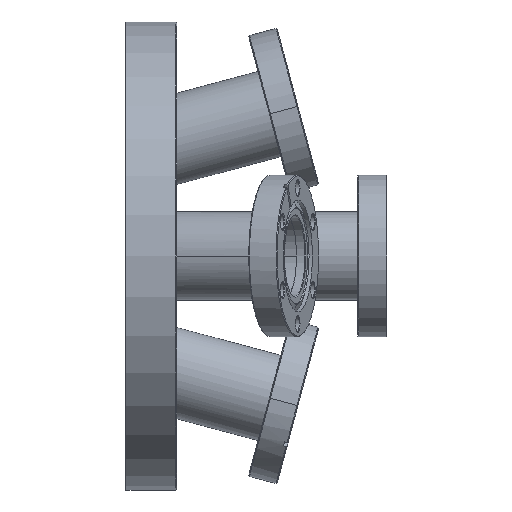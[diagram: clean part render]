
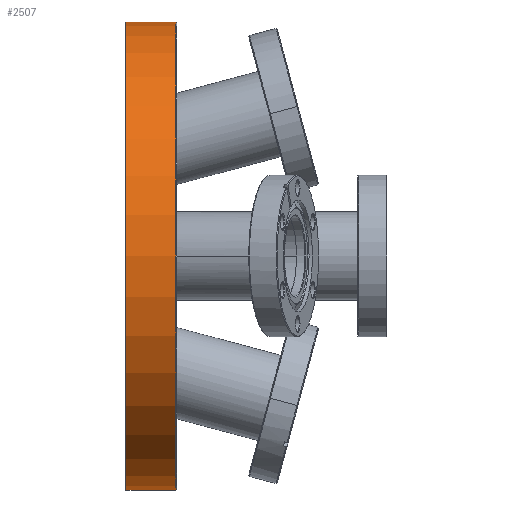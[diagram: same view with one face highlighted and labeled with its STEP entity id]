
A CAD part, left-side view. The second image highlights one B-rep face of the part: STEP entity #2507.
In plain terms, the highlighted cylindrical face has radius 101.2 mm (diameter 202.4 mm), a partial arc.
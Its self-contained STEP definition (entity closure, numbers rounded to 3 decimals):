
#636 = LINE ( 'NONE', #1032, #639 ) ;
#638 = LINE ( 'NONE', #1034, #641 ) ;
#639 = VECTOR ( 'NONE', #1033, 1000. ) ;
#641 = VECTOR ( 'NONE', #1036, 1000. ) ;
#669 = CIRCLE ( 'NONE', #6001, 101.2 ) ;
#670 = CIRCLE ( 'NONE', #6002, 101.2 ) ;
#1032 = CARTESIAN_POINT ( 'NONE',  ( 0., -15.022, 101.2 ) ) ;
#1033 = DIRECTION ( 'NONE',  ( 0., -1., 0. ) ) ;
#1034 = CARTESIAN_POINT ( 'NONE',  ( 0., -15.022, -101.2 ) ) ;
#1036 = DIRECTION ( 'NONE',  ( 0., -1., 0. ) ) ;
#1129 = CARTESIAN_POINT ( 'NONE',  ( 0., 21.9, 0. ) ) ;
#1130 = DIRECTION ( 'NONE',  ( 0., -1., 0. ) ) ;
#1131 = DIRECTION ( 'NONE',  ( 0., 0., -1. ) ) ;
#1132 = CARTESIAN_POINT ( 'NONE',  ( 0., 0.4, 0. ) ) ;
#1133 = DIRECTION ( 'NONE',  ( 0., 1., 0. ) ) ;
#1134 = DIRECTION ( 'NONE',  ( 0., 0., 1. ) ) ;
#2081 = CARTESIAN_POINT ( 'NONE',  ( 0., 21.9, -101.2 ) ) ;
#2082 = CARTESIAN_POINT ( 'NONE',  ( 0., 21.9, 101.2 ) ) ;
#2179 = CARTESIAN_POINT ( 'NONE',  ( 0., 0.4, 101.2 ) ) ;
#2180 = CARTESIAN_POINT ( 'NONE',  ( 0., 0.4, -101.2 ) ) ;
#2507 = ADVANCED_FACE ( 'NONE', ( #4743 ), #4748, .T. ) ;
#2899 = EDGE_CURVE ( 'NONE', #4273, #4372, #636, .T. ) ;
#2900 = EDGE_CURVE ( 'NONE', #4271, #4373, #638, .T. ) ;
#2973 = EDGE_CURVE ( 'NONE', #4273, #4271, #669, .T. ) ;
#2974 = EDGE_CURVE ( 'NONE', #4373, #4372, #670, .T. ) ;
#3289 = AXIS2_PLACEMENT_3D ( 'NONE', #5327, #5322, #5324 ) ;
#4071 = EDGE_LOOP ( 'NONE', ( #6730, #6736, #6737, #6715 ) ) ;
#4271 = VERTEX_POINT ( 'NONE', #2081 ) ;
#4273 = VERTEX_POINT ( 'NONE', #2082 ) ;
#4372 = VERTEX_POINT ( 'NONE', #2179 ) ;
#4373 = VERTEX_POINT ( 'NONE', #2180 ) ;
#4743 = FACE_OUTER_BOUND ( 'NONE', #4071, .T. ) ;
#4748 = CYLINDRICAL_SURFACE ( 'NONE', #3289, 101.2 ) ;
#5322 = DIRECTION ( 'NONE',  ( 0., -1., 0. ) ) ;
#5324 = DIRECTION ( 'NONE',  ( 0., 0., -1. ) ) ;
#5327 = CARTESIAN_POINT ( 'NONE',  ( 0., -15.022, 0. ) ) ;
#6001 = AXIS2_PLACEMENT_3D ( 'NONE', #1129, #1130, #1131 ) ;
#6002 = AXIS2_PLACEMENT_3D ( 'NONE', #1132, #1133, #1134 ) ;
#6715 = ORIENTED_EDGE ( 'NONE', *, *, #2974, .T. ) ;
#6730 = ORIENTED_EDGE ( 'NONE', *, *, #2899, .F. ) ;
#6736 = ORIENTED_EDGE ( 'NONE', *, *, #2973, .T. ) ;
#6737 = ORIENTED_EDGE ( 'NONE', *, *, #2900, .T. ) ;
